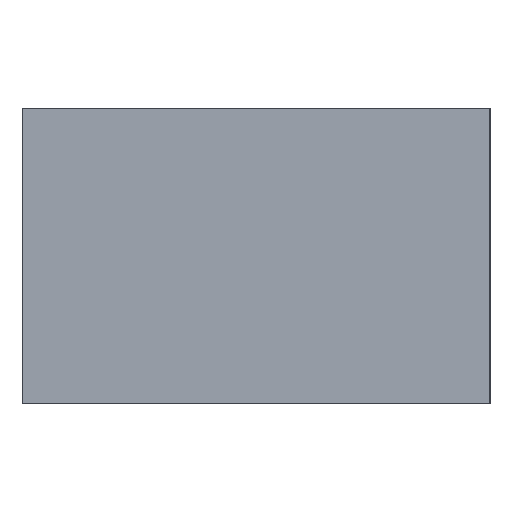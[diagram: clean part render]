
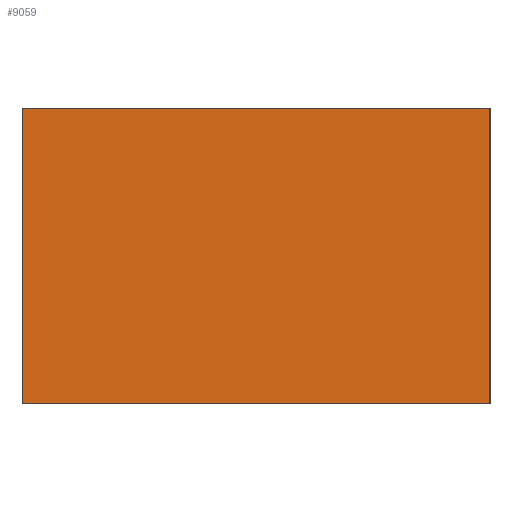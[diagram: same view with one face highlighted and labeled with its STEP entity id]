
A CAD part, left-side view. The second image highlights one B-rep face of the part: STEP entity #9059.
In plain terms, the highlighted planar face has unit normal (-1, 0, 0).
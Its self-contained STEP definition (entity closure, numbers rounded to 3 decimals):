
#521=PLANE('',#9516);
#983=FACE_OUTER_BOUND('',#1493,.T.);
#1493=EDGE_LOOP('',(#8018,#8019,#8020,#8021));
#1917=LINE('',#14351,#2755);
#2351=LINE('',#15660,#3189);
#2352=LINE('',#15662,#3190);
#2353=LINE('',#15663,#3191);
#2755=VECTOR('',#10120,10.);
#3189=VECTOR('',#11230,10.);
#3190=VECTOR('',#11231,10.);
#3191=VECTOR('',#11232,10.);
#3925=VERTEX_POINT('',#14344);
#3928=VERTEX_POINT('',#14349);
#4337=VERTEX_POINT('',#15659);
#4338=VERTEX_POINT('',#15661);
#5007=EDGE_CURVE('',#3925,#3928,#1917,.T.);
#5581=EDGE_CURVE('',#4337,#3925,#2351,.T.);
#5582=EDGE_CURVE('',#4338,#3928,#2352,.T.);
#5583=EDGE_CURVE('',#4337,#4338,#2353,.T.);
#8018=ORIENTED_EDGE('',*,*,#5581,.T.);
#8019=ORIENTED_EDGE('',*,*,#5007,.T.);
#8020=ORIENTED_EDGE('',*,*,#5582,.F.);
#8021=ORIENTED_EDGE('',*,*,#5583,.F.);
#9059=ADVANCED_FACE('',(#983),#521,.T.);
#9516=AXIS2_PLACEMENT_3D('',#15658,#11228,#11229);
#10120=DIRECTION('',(0.,0.,1.));
#11228=DIRECTION('center_axis',(-1.,0.,0.));
#11229=DIRECTION('ref_axis',(0.,-1.,0.));
#11230=DIRECTION('',(0.,-1.,0.));
#11231=DIRECTION('',(0.,-1.,0.));
#11232=DIRECTION('',(0.,0.,1.));
#14344=CARTESIAN_POINT('',(0.,0.,0.));
#14349=CARTESIAN_POINT('',(0.,0.,38.1));
#14351=CARTESIAN_POINT('',(0.,0.,0.));
#15658=CARTESIAN_POINT('Origin',(0.,60.325,0.));
#15659=CARTESIAN_POINT('',(0.,60.325,0.));
#15660=CARTESIAN_POINT('',(0.,60.325,0.));
#15661=CARTESIAN_POINT('',(0.,60.325,38.1));
#15662=CARTESIAN_POINT('',(0.,60.325,38.1));
#15663=CARTESIAN_POINT('',(0.,60.325,0.));
